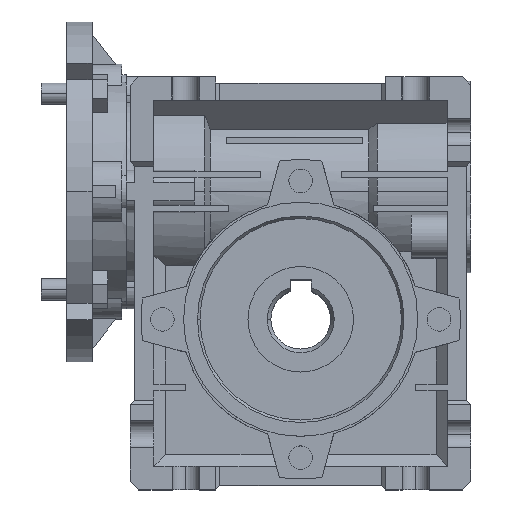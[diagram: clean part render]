
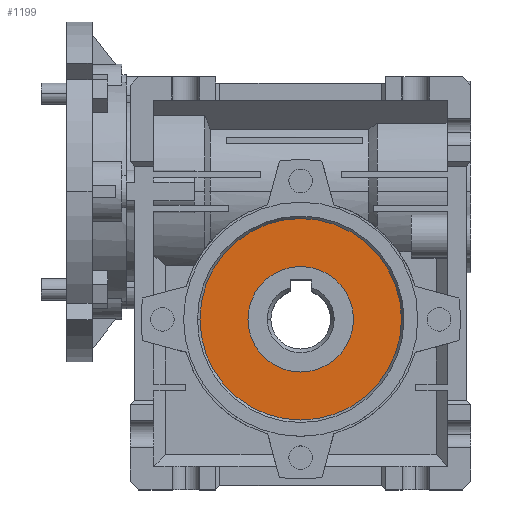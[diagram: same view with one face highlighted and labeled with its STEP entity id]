
A CAD part, top view. The second image highlights one B-rep face of the part: STEP entity #1199.
In plain terms, the highlighted planar face has unit normal (0, 0, 1).
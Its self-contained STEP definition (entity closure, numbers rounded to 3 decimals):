
#324 = CIRCLE ( 'NONE', #14432, 23.673 ) ;
#1199 = ADVANCED_FACE ( 'NONE', ( #25612, #14965 ), #12584, .F. ) ;
#1313 = DIRECTION ( 'NONE',  ( -1., 0., 0. ) ) ;
#2633 = DIRECTION ( 'NONE',  ( 0., -1., 0. ) ) ;
#2938 = AXIS2_PLACEMENT_3D ( 'NONE', #18680, #6757, #20701 ) ;
#3847 = CARTESIAN_POINT ( 'NONE',  ( 29., -30., 30.5 ) ) ;
#4044 = DIRECTION ( 'NONE',  ( 0., 0., 1. ) ) ;
#4544 = CARTESIAN_POINT ( 'NONE',  ( 41., -30., 30.5 ) ) ;
#4645 = DIRECTION ( 'NONE',  ( 0., 0., 1. ) ) ;
#6256 = ORIENTED_EDGE ( 'NONE', *, *, #18652, .F. ) ;
#6731 = CARTESIAN_POINT ( 'NONE',  ( 53., -30., 30.5 ) ) ;
#6757 = DIRECTION ( 'NONE',  ( 0., 0., 1. ) ) ;
#7007 = EDGE_LOOP ( 'NONE', ( #6256, #23048 ) ) ;
#8671 = AXIS2_PLACEMENT_3D ( 'NONE', #16003, #4044, #17995 ) ;
#8859 = CARTESIAN_POINT ( 'NONE',  ( 17.327, -30., 30.5 ) ) ;
#9256 = VERTEX_POINT ( 'NONE', #8859 ) ;
#9278 = CARTESIAN_POINT ( 'NONE',  ( 64.673, -30., 30.5 ) ) ;
#11812 = ORIENTED_EDGE ( 'NONE', *, *, #13978, .T. ) ;
#12446 = EDGE_CURVE ( 'NONE', #14468, #18284, #13352, .T. ) ;
#12584 = PLANE ( 'NONE',  #21608 ) ;
#13238 = DIRECTION ( 'NONE',  ( 0., 0., 1. ) ) ;
#13352 = CIRCLE ( 'NONE', #2938, 12. ) ;
#13365 = EDGE_LOOP ( 'NONE', ( #16110, #11812 ) ) ;
#13910 = AXIS2_PLACEMENT_3D ( 'NONE', #16604, #4645, #18588 ) ;
#13978 = EDGE_CURVE ( 'NONE', #9256, #16941, #14818, .T. ) ;
#14432 = AXIS2_PLACEMENT_3D ( 'NONE', #25205, #13238, #1313 ) ;
#14468 = VERTEX_POINT ( 'NONE', #3847 ) ;
#14569 = DIRECTION ( 'NONE',  ( 0., 0., -1. ) ) ;
#14818 = CIRCLE ( 'NONE', #8671, 23.673 ) ;
#14965 = FACE_BOUND ( 'NONE', #7007, .T. ) ;
#16003 = CARTESIAN_POINT ( 'NONE',  ( 41., -30., 30.5 ) ) ;
#16110 = ORIENTED_EDGE ( 'NONE', *, *, #18452, .T. ) ;
#16604 = CARTESIAN_POINT ( 'NONE',  ( 41., -30., 30.5 ) ) ;
#16941 = VERTEX_POINT ( 'NONE', #9278 ) ;
#17995 = DIRECTION ( 'NONE',  ( -1., 0., 0. ) ) ;
#18284 = VERTEX_POINT ( 'NONE', #6731 ) ;
#18452 = EDGE_CURVE ( 'NONE', #16941, #9256, #324, .T. ) ;
#18588 = DIRECTION ( 'NONE',  ( 1., 0., 0. ) ) ;
#18652 = EDGE_CURVE ( 'NONE', #18284, #14468, #20600, .T. ) ;
#18680 = CARTESIAN_POINT ( 'NONE',  ( 41., -30., 30.5 ) ) ;
#20600 = CIRCLE ( 'NONE', #13910, 12. ) ;
#20701 = DIRECTION ( 'NONE',  ( 1., 0., 0. ) ) ;
#21608 = AXIS2_PLACEMENT_3D ( 'NONE', #4544, #14569, #2633 ) ;
#23048 = ORIENTED_EDGE ( 'NONE', *, *, #12446, .F. ) ;
#25205 = CARTESIAN_POINT ( 'NONE',  ( 41., -30., 30.5 ) ) ;
#25612 = FACE_OUTER_BOUND ( 'NONE', #13365, .T. ) ;
